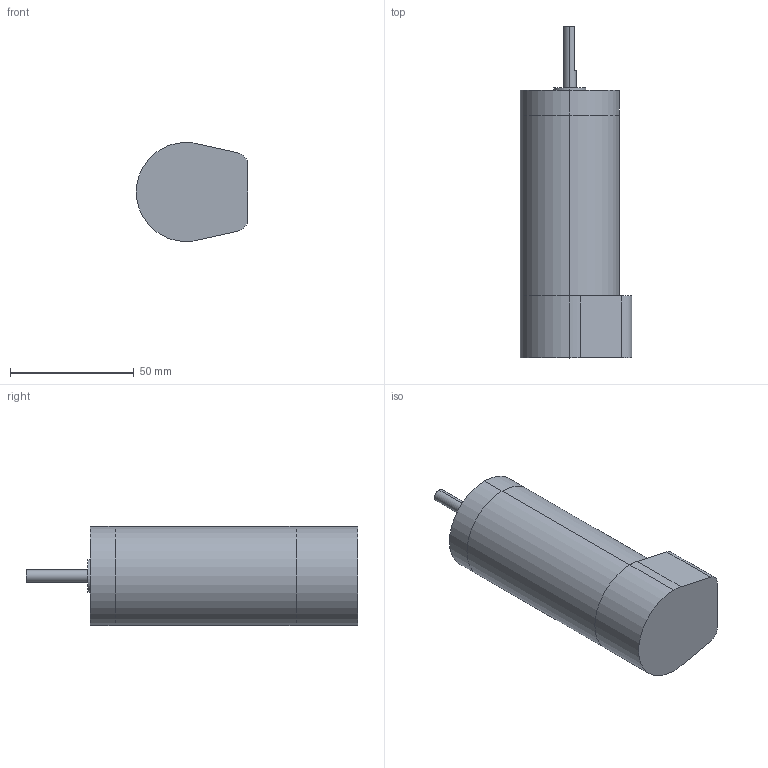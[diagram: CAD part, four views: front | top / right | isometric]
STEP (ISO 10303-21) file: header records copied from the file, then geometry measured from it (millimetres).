
FILE_DESCRIPTION (( 'STEP AP203' ), '1' );
FILE_NAME ('DC Motor_Predeterminado_sldprt.STEP', '2023-06-09T22:24:29', ( '' ), ( '' ), 'SwSTEP 2.0', 'SolidWorks 2021', '' );
FILE_SCHEMA (( 'CONFIG_CONTROL_DESIGN' ));
Length unit declared in the file: millimetre
Products named in the file (1): DC Motor_Predeterminado_sldprt
Bounding box: 45 x 134 x 40 mm (x, y, z)
Volume: 142592.3 mm3; surface area: 22434.6 mm2
Topology: 3 solids, 3 shells, 26 faces, 54 edges, 36 vertices
Faces by surface type: cylinder 13, plane 13
Entity records: 779 total; most frequent: DIRECTION 136, CARTESIAN_POINT 117, ORIENTED_EDGE 108, AXIS2_PLACEMENT_3D 55, EDGE_CURVE 54, VERTEX_POINT 36, CIRCLE 28, EDGE_LOOP 28
